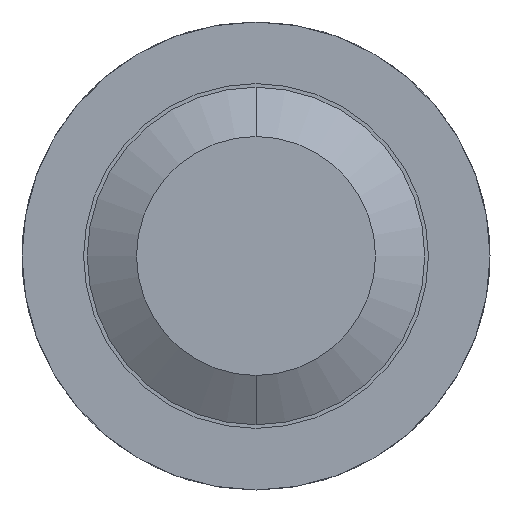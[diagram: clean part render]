
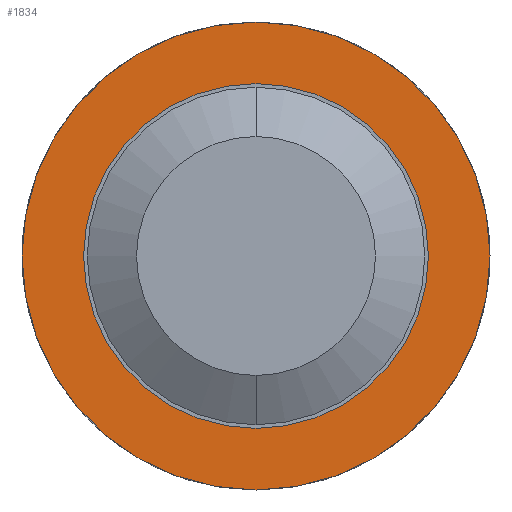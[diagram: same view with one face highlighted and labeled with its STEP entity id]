
A CAD part, front view. The second image highlights one B-rep face of the part: STEP entity #1834.
In plain terms, the highlighted planar face has unit normal (0, -1, 0).
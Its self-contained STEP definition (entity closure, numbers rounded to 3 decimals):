
#26 = CARTESIAN_POINT ( 'NONE',  ( 0., -2.5, -0.95 ) ) ;
#33 = AXIS2_PLACEMENT_3D ( 'NONE', #2640, #1474, #331 ) ;
#96 = ORIENTED_EDGE ( 'NONE', *, *, #3543, .T. ) ;
#220 = CARTESIAN_POINT ( 'NONE',  ( 0., -2.5, 0. ) ) ;
#331 = DIRECTION ( 'NONE',  ( 0., 0., 1. ) ) ;
#379 = ORIENTED_EDGE ( 'NONE', *, *, #1497, .F. ) ;
#541 = CARTESIAN_POINT ( 'NONE',  ( 0., -2.5, -0.685 ) ) ;
#549 = CARTESIAN_POINT ( 'NONE',  ( 0., -2.5, 0.95 ) ) ;
#714 = VERTEX_POINT ( 'NONE', #26 ) ;
#882 = EDGE_CURVE ( 'Defeature ausgef�hrt2_15+Defeature ausgef�hrt2_16+Defeature ausgef�hrt2_16+Defeature ausgef�hrt2_16', #714, #1214, #1160, .T. ) ;
#910 = CARTESIAN_POINT ( 'NONE',  ( 0.95, -2.5, 0. ) ) ;
#1160 = CIRCLE ( 'NONE', #33, 0.95 ) ;
#1163 = CIRCLE ( 'NONE', #3558, 0.95 ) ;
#1184 = CARTESIAN_POINT ( 'NONE',  ( 0., -2.5, 0.685 ) ) ;
#1214 = VERTEX_POINT ( 'NONE', #549 ) ;
#1334 = DIRECTION ( 'NONE',  ( 0., 1., 0. ) ) ;
#1390 = DIRECTION ( 'NONE',  ( 0., 0., 1. ) ) ;
#1471 = EDGE_LOOP ( 'NONE', ( #379, #2556 ) ) ;
#1474 = DIRECTION ( 'NONE',  ( 0., 1., 0. ) ) ;
#1497 = EDGE_CURVE ( 'Defeature ausgef�hrt2_15+Defeature ausgef�hrt2_16+Defeature ausgef�hrt2_16+Defeature ausgef�hrt2_16', #1214, #714, #1163, .T. ) ;
#1543 = AXIS2_PLACEMENT_3D ( 'NONE', #2783, #1334, #3342 ) ;
#1609 = EDGE_CURVE ( 'Defeature ausgef�hrt2_16+Defeature ausgef�hrt2_10+Defeature ausgef�hrt2_10+Defeature ausgef�hrt2_10', #2110, #2353, #3443, .T. ) ;
#1666 = CARTESIAN_POINT ( 'NONE',  ( 0., -2.5, 0. ) ) ;
#1716 = DIRECTION ( 'NONE',  ( 0., 0., 1. ) ) ;
#1734 = DIRECTION ( 'NONE',  ( 0., 1., 0. ) ) ;
#1834 = ADVANCED_FACE ( 'Defeature ausgef�hrt2_16', ( #2882, #2848 ), #3151, .F. ) ;
#1874 = AXIS2_PLACEMENT_3D ( 'NONE', #220, #2127, #2147 ) ;
#1900 = ORIENTED_EDGE ( 'NONE', *, *, #1609, .T. ) ;
#2003 = AXIS2_PLACEMENT_3D ( 'NONE', #910, #1734, #1716 ) ;
#2110 = VERTEX_POINT ( 'NONE', #1184 ) ;
#2127 = DIRECTION ( 'NONE',  ( 0., 1., 0. ) ) ;
#2147 = DIRECTION ( 'NONE',  ( 0., 0., 1. ) ) ;
#2203 = CIRCLE ( 'NONE', #1543, 0.685 ) ;
#2223 = EDGE_LOOP ( 'NONE', ( #1900, #96 ) ) ;
#2353 = VERTEX_POINT ( 'NONE', #541 ) ;
#2556 = ORIENTED_EDGE ( 'NONE', *, *, #882, .F. ) ;
#2640 = CARTESIAN_POINT ( 'NONE',  ( 0., -2.5, 0. ) ) ;
#2783 = CARTESIAN_POINT ( 'NONE',  ( 0., -2.5, 0. ) ) ;
#2820 = DIRECTION ( 'NONE',  ( 0., 1., 0. ) ) ;
#2848 = FACE_BOUND ( 'NONE', #2223, .T. ) ;
#2882 = FACE_OUTER_BOUND ( 'NONE', #1471, .T. ) ;
#3151 = PLANE ( 'NONE',  #2003 ) ;
#3342 = DIRECTION ( 'NONE',  ( 0., 0., 1. ) ) ;
#3443 = CIRCLE ( 'NONE', #1874, 0.685 ) ;
#3543 = EDGE_CURVE ( 'Defeature ausgef�hrt2_16+Defeature ausgef�hrt2_10+Defeature ausgef�hrt2_10+Defeature ausgef�hrt2_10', #2353, #2110, #2203, .T. ) ;
#3558 = AXIS2_PLACEMENT_3D ( 'NONE', #1666, #2820, #1390 ) ;
